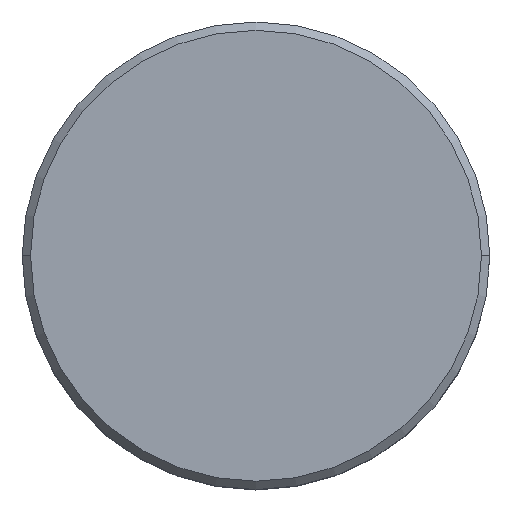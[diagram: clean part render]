
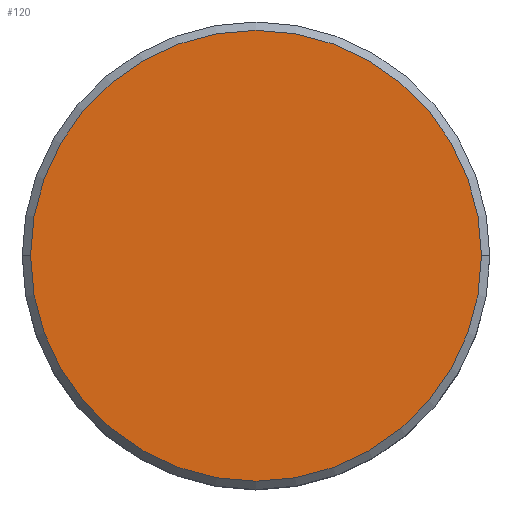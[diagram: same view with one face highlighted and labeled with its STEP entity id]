
A CAD part, top view. The second image highlights one B-rep face of the part: STEP entity #120.
In plain terms, the highlighted planar face has unit normal (0, 0, 1).
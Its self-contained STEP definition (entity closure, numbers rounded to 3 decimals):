
#2 = AXIS2_PLACEMENT_3D ( 'NONE', #361, #74, #285 ) ;
#59 = ORIENTED_EDGE ( 'NONE', *, *, #279, .T. ) ;
#74 = DIRECTION ( 'NONE',  ( 0., 0., 1. ) ) ;
#113 = CARTESIAN_POINT ( 'NONE',  ( 13.5, 0., 0. ) ) ;
#120 = ADVANCED_FACE ( 'NONE', ( #391 ), #149, .T. ) ;
#137 = EDGE_CURVE ( 'NONE', #275, #207, #211, .T. ) ;
#142 = ORIENTED_EDGE ( 'NONE', *, *, #137, .T. ) ;
#149 = PLANE ( 'NONE',  #2 ) ;
#156 = DIRECTION ( 'NONE',  ( 0., 0., 1. ) ) ;
#167 = EDGE_LOOP ( 'NONE', ( #59, #142 ) ) ;
#207 = VERTEX_POINT ( 'NONE', #290 ) ;
#211 = CIRCLE ( 'NONE', #282, 13.5 ) ;
#217 = DIRECTION ( 'NONE',  ( 0., 0., 1. ) ) ;
#219 = DIRECTION ( 'NONE',  ( 1., 0., 0. ) ) ;
#247 = CARTESIAN_POINT ( 'NONE',  ( 0., 0., 0. ) ) ;
#275 = VERTEX_POINT ( 'NONE', #113 ) ;
#279 = EDGE_CURVE ( 'NONE', #207, #275, #337, .T. ) ;
#282 = AXIS2_PLACEMENT_3D ( 'NONE', #328, #156, #219 ) ;
#285 = DIRECTION ( 'NONE',  ( 1., 0., 0. ) ) ;
#287 = DIRECTION ( 'NONE',  ( 1., 0., 0. ) ) ;
#290 = CARTESIAN_POINT ( 'NONE',  ( -13.5, 0., 0. ) ) ;
#328 = CARTESIAN_POINT ( 'NONE',  ( 0., 0., 0. ) ) ;
#337 = CIRCLE ( 'NONE', #389, 13.5 ) ;
#361 = CARTESIAN_POINT ( 'NONE',  ( 0., 0., 0. ) ) ;
#389 = AXIS2_PLACEMENT_3D ( 'NONE', #247, #217, #287 ) ;
#391 = FACE_OUTER_BOUND ( 'NONE', #167, .T. ) ;
